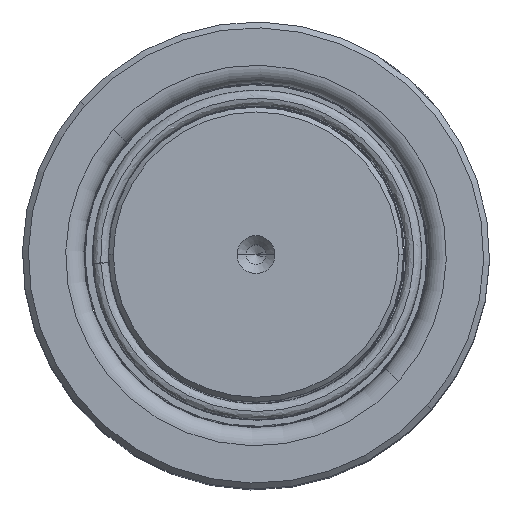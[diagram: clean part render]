
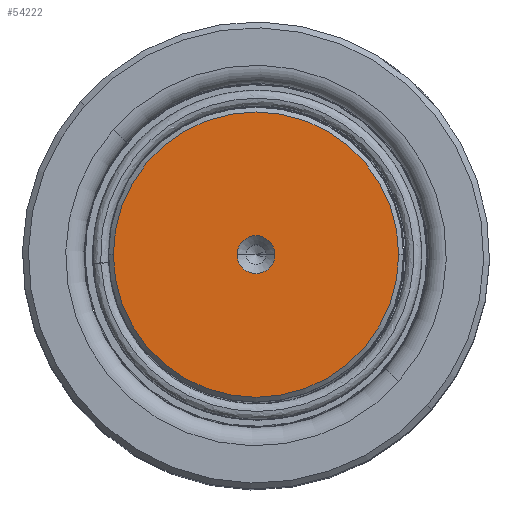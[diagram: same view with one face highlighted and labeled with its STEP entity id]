
A CAD part, top view. The second image highlights one B-rep face of the part: STEP entity #54222.
In plain terms, the highlighted planar face has unit normal (0, 0, 1).
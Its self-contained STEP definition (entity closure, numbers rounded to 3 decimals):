
#1996 = DIRECTION ( 'NONE',  ( 1., 0., 0. ) ) ;
#2503 = VERTEX_POINT ( 'NONE', #57857 ) ;
#2591 = EDGE_CURVE ( 'NONE', #8315, #63104, #20630, .T. ) ;
#2622 = FACE_BOUND ( 'NONE', #30516, .T. ) ;
#6928 = AXIS2_PLACEMENT_3D ( 'NONE', #48292, #62650, #8179 ) ;
#7404 = DIRECTION ( 'NONE',  ( 0., 0., 1. ) ) ;
#8179 = DIRECTION ( 'NONE',  ( 1., 0., 0. ) ) ;
#8315 = VERTEX_POINT ( 'NONE', #42361 ) ;
#9786 = CARTESIAN_POINT ( 'NONE',  ( 0., 0., 220. ) ) ;
#10079 = EDGE_CURVE ( 'NONE', #2503, #19860, #14334, .T. ) ;
#12955 = DIRECTION ( 'NONE',  ( 0., 0., 1. ) ) ;
#13968 = ORIENTED_EDGE ( 'NONE', *, *, #10079, .T. ) ;
#14334 = CIRCLE ( 'NONE', #27603, 29.017 ) ;
#15262 = AXIS2_PLACEMENT_3D ( 'NONE', #56776, #12955, #47001 ) ;
#15941 = DIRECTION ( 'NONE',  ( 1., 0., 0. ) ) ;
#19242 = EDGE_CURVE ( 'NONE', #19860, #2503, #60469, .T. ) ;
#19860 = VERTEX_POINT ( 'NONE', #54244 ) ;
#20630 = CIRCLE ( 'NONE', #6928, 3.85 ) ;
#24377 = FACE_OUTER_BOUND ( 'NONE', #62310, .T. ) ;
#26562 = CARTESIAN_POINT ( 'NONE',  ( 0., 0., 220. ) ) ;
#27603 = AXIS2_PLACEMENT_3D ( 'NONE', #9786, #54230, #29550 ) ;
#29550 = DIRECTION ( 'NONE',  ( 1., 0., 0. ) ) ;
#30516 = EDGE_LOOP ( 'NONE', ( #35668, #37364 ) ) ;
#33134 = ORIENTED_EDGE ( 'NONE', *, *, #19242, .T. ) ;
#35254 = CARTESIAN_POINT ( 'NONE',  ( 0., 0., 220. ) ) ;
#35668 = ORIENTED_EDGE ( 'NONE', *, *, #2591, .F. ) ;
#37109 = PLANE ( 'NONE',  #46036 ) ;
#37364 = ORIENTED_EDGE ( 'NONE', *, *, #40068, .F. ) ;
#39462 = CARTESIAN_POINT ( 'NONE',  ( -3.85, 0., 220. ) ) ;
#40068 = EDGE_CURVE ( 'NONE', #63104, #8315, #53534, .T. ) ;
#40439 = AXIS2_PLACEMENT_3D ( 'NONE', #35254, #50877, #15941 ) ;
#42361 = CARTESIAN_POINT ( 'NONE',  ( 3.85, 0., 220. ) ) ;
#46036 = AXIS2_PLACEMENT_3D ( 'NONE', #26562, #7404, #1996 ) ;
#47001 = DIRECTION ( 'NONE',  ( 1., 0., 0. ) ) ;
#48292 = CARTESIAN_POINT ( 'NONE',  ( 0., 0., 220. ) ) ;
#50877 = DIRECTION ( 'NONE',  ( 0., 0., 1. ) ) ;
#53534 = CIRCLE ( 'NONE', #40439, 3.85 ) ;
#54222 = ADVANCED_FACE ( 'NONE', ( #2622, #24377 ), #37109, .T. ) ;
#54230 = DIRECTION ( 'NONE',  ( 0., 0., 1. ) ) ;
#54244 = CARTESIAN_POINT ( 'NONE',  ( 29.017, 0., 220. ) ) ;
#56776 = CARTESIAN_POINT ( 'NONE',  ( 0., 0., 220. ) ) ;
#57857 = CARTESIAN_POINT ( 'NONE',  ( -29.017, 0., 220. ) ) ;
#60469 = CIRCLE ( 'NONE', #15262, 29.017 ) ;
#62310 = EDGE_LOOP ( 'NONE', ( #13968, #33134 ) ) ;
#62650 = DIRECTION ( 'NONE',  ( 0., 0., 1. ) ) ;
#63104 = VERTEX_POINT ( 'NONE', #39462 ) ;
